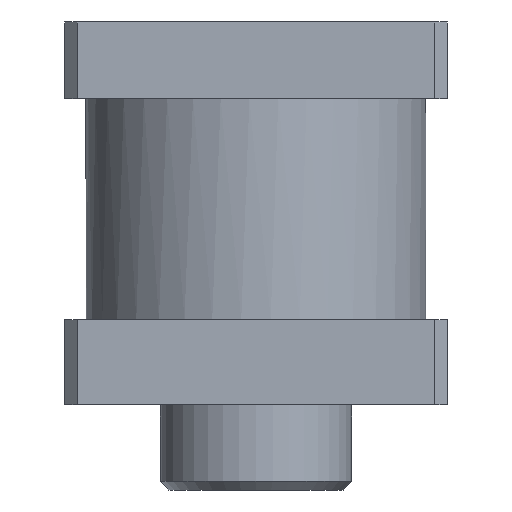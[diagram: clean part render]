
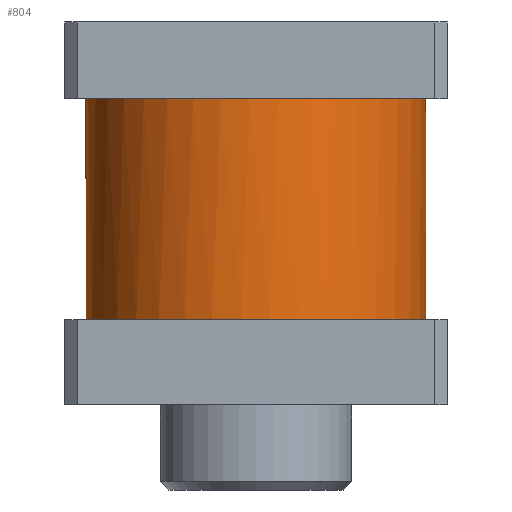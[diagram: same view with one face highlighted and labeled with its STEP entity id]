
A CAD part, front view. The second image highlights one B-rep face of the part: STEP entity #804.
In plain terms, the highlighted cylindrical face has radius 40 mm (diameter 80 mm), a full revolution.
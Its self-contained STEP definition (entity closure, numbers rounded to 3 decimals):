
#40=B_SPLINE_CURVE_WITH_KNOTS('',3,(#1206,#1207,#1208,#1209,#1210,#1211,
#1212,#1213,#1214,#1215,#1216,#1217,#1218,#1219,#1220,#1221,#1222,#1223,
#1224,#1225,#1226,#1227,#1228,#1229,#1230,#1231,#1232,#1233,#1234,#1235,
#1236,#1237,#1238,#1239,#1240,#1241,#1242,#1243,#1244,#1245,#1246,#1247,
#1248),.UNSPECIFIED.,.F.,.F.,(4,2,3,2,2,2,2,2,2,2,2,2,2,2,2,2,2,2,2,2,4),
(-0.496,-0.468,0.,0.468,0.936,
1.404,1.871,2.336,2.801,3.266,
3.731,4.195,4.66,5.125,5.59,
6.058,6.526,6.993,7.461,7.929,
7.957),.UNSPECIFIED.);
#171=CYLINDRICAL_SURFACE('',#890,40.);
#210=FACE_BOUND('',#339,.T.);
#257=FACE_OUTER_BOUND('',#338,.T.);
#338=EDGE_LOOP('',(#722,#723));
#339=EDGE_LOOP('',(#724));
#364=CIRCLE('',#844,40.);
#373=CIRCLE('',#859,40.);
#404=VERTEX_POINT('',#1200);
#406=VERTEX_POINT('',#1204);
#433=VERTEX_POINT('',#1343);
#483=EDGE_CURVE('',#404,#406,#40,.T.);
#497=EDGE_CURVE('',#406,#404,#364,.T.);
#517=EDGE_CURVE('',#433,#433,#373,.T.);
#722=ORIENTED_EDGE('',*,*,#483,.T.);
#723=ORIENTED_EDGE('',*,*,#497,.T.);
#724=ORIENTED_EDGE('',*,*,#517,.F.);
#804=ADVANCED_FACE('',(#257,#210),#171,.T.);
#844=AXIS2_PLACEMENT_3D('',#1301,#982,#983);
#859=AXIS2_PLACEMENT_3D('',#1344,#1023,#1024);
#890=AXIS2_PLACEMENT_3D('',#1423,#1109,#1110);
#982=DIRECTION('center_axis',(0.,0.,1.));
#983=DIRECTION('ref_axis',(1.,0.,0.));
#1023=DIRECTION('center_axis',(0.,0.,1.));
#1024=DIRECTION('ref_axis',(1.,0.,0.));
#1109=DIRECTION('center_axis',(0.,0.,-1.));
#1110=DIRECTION('ref_axis',(1.,0.,0.));
#1200=CARTESIAN_POINT('',(23.473,32.388,-52.));
#1204=CARTESIAN_POINT('',(-23.473,32.388,-52.));
#1206=CARTESIAN_POINT('Ctrl Pts',(23.473,32.388,-52.));
#1207=CARTESIAN_POINT('Ctrl Pts',(23.493,32.374,-51.907));
#1208=CARTESIAN_POINT('Ctrl Pts',(23.513,32.36,-51.813));
#1209=CARTESIAN_POINT('Ctrl Pts',(23.846,32.117,-50.152));
#1210=CARTESIAN_POINT('Ctrl Pts',(24.,32.,-48.559));
#1211=CARTESIAN_POINT('Ctrl Pts',(24.,32.,-47.));
#1212=CARTESIAN_POINT('Ctrl Pts',(24.,32.,-45.441));
#1213=CARTESIAN_POINT('Ctrl Pts',(23.846,32.117,-43.848));
#1214=CARTESIAN_POINT('Ctrl Pts',(23.217,32.575,-40.713));
#1215=CARTESIAN_POINT('Ctrl Pts',(22.743,32.914,-39.17));
#1216=CARTESIAN_POINT('Ctrl Pts',(21.509,33.733,-36.233));
#1217=CARTESIAN_POINT('Ctrl Pts',(20.748,34.213,-34.836));
#1218=CARTESIAN_POINT('Ctrl Pts',(19.002,35.213,-32.257));
#1219=CARTESIAN_POINT('Ctrl Pts',(18.017,35.731,-31.076));
#1220=CARTESIAN_POINT('Ctrl Pts',(15.931,36.709,-28.989));
#1221=CARTESIAN_POINT('Ctrl Pts',(14.753,37.205,-28.006));
#1222=CARTESIAN_POINT('Ctrl Pts',(12.173,38.127,-26.258));
#1223=CARTESIAN_POINT('Ctrl Pts',(10.771,38.552,-25.493));
#1224=CARTESIAN_POINT('Ctrl Pts',(7.825,39.256,-24.255));
#1225=CARTESIAN_POINT('Ctrl Pts',(6.277,39.536,-23.78));
#1226=CARTESIAN_POINT('Ctrl Pts',(3.139,39.908,-23.152));
#1227=CARTESIAN_POINT('Ctrl Pts',(1.549,40.,-23.));
#1228=CARTESIAN_POINT('Ctrl Pts',(-1.549,40.,-23.));
#1229=CARTESIAN_POINT('Ctrl Pts',(-3.139,39.908,-23.152));
#1230=CARTESIAN_POINT('Ctrl Pts',(-6.277,39.536,-23.78));
#1231=CARTESIAN_POINT('Ctrl Pts',(-7.825,39.256,-24.255));
#1232=CARTESIAN_POINT('Ctrl Pts',(-10.771,38.552,-25.493));
#1233=CARTESIAN_POINT('Ctrl Pts',(-12.173,38.127,-26.258));
#1234=CARTESIAN_POINT('Ctrl Pts',(-14.753,37.205,-28.006));
#1235=CARTESIAN_POINT('Ctrl Pts',(-15.931,36.709,-28.989));
#1236=CARTESIAN_POINT('Ctrl Pts',(-18.017,35.731,-31.076));
#1237=CARTESIAN_POINT('Ctrl Pts',(-19.002,35.213,-32.257));
#1238=CARTESIAN_POINT('Ctrl Pts',(-20.748,34.213,-34.836));
#1239=CARTESIAN_POINT('Ctrl Pts',(-21.509,33.733,-36.233));
#1240=CARTESIAN_POINT('Ctrl Pts',(-22.743,32.914,-39.17));
#1241=CARTESIAN_POINT('Ctrl Pts',(-23.217,32.575,-40.713));
#1242=CARTESIAN_POINT('Ctrl Pts',(-23.846,32.117,-43.848));
#1243=CARTESIAN_POINT('Ctrl Pts',(-24.,32.,-45.441));
#1244=CARTESIAN_POINT('Ctrl Pts',(-24.,32.,-48.559));
#1245=CARTESIAN_POINT('Ctrl Pts',(-23.846,32.117,-50.152));
#1246=CARTESIAN_POINT('Ctrl Pts',(-23.513,32.36,-51.813));
#1247=CARTESIAN_POINT('Ctrl Pts',(-23.493,32.374,-51.907));
#1248=CARTESIAN_POINT('Ctrl Pts',(-23.473,32.388,-52.));
#1301=CARTESIAN_POINT('Origin',(0.,0.,-52.));
#1343=CARTESIAN_POINT('',(-40.,0.,0.));
#1344=CARTESIAN_POINT('Origin',(0.,0.,0.));
#1423=CARTESIAN_POINT('Origin',(0.,0.,0.));
